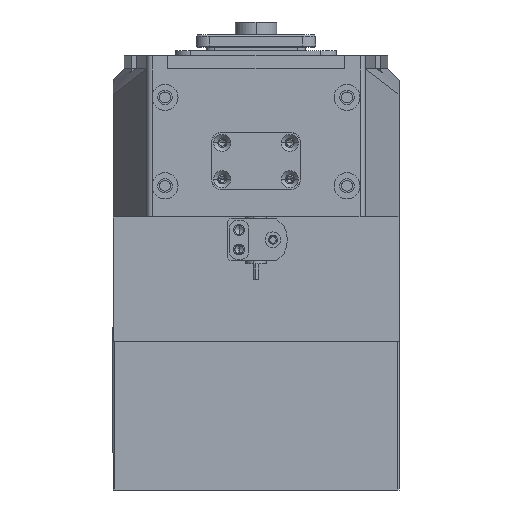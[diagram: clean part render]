
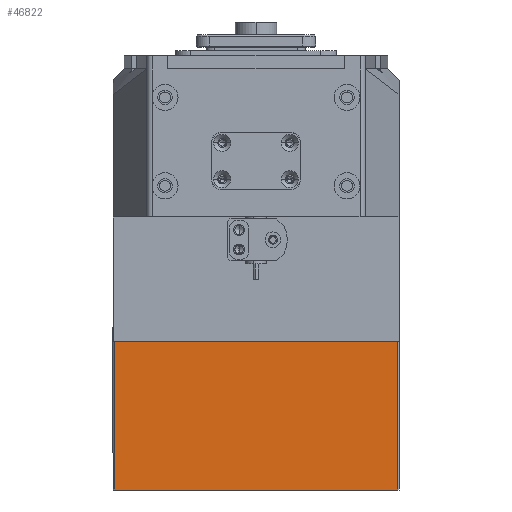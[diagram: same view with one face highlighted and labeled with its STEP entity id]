
A CAD part, left-side view. The second image highlights one B-rep face of the part: STEP entity #46822.
In plain terms, the highlighted planar face has unit normal (-1, 0, 0).
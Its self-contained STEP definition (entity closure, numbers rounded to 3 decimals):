
#1689 = VERTEX_POINT ( 'NONE', #6835 ) ;
#1824 = LINE ( 'NONE', #35726, #23324 ) ;
#1894 = CARTESIAN_POINT ( 'NONE',  ( -111.343, 64.514, 183.842 ) ) ;
#3926 = CARTESIAN_POINT ( 'NONE',  ( -111.343, 64.014, 183.842 ) ) ;
#4299 = DIRECTION ( 'NONE',  ( 0., 0., -1. ) ) ;
#4537 = VERTEX_POINT ( 'NONE', #3926 ) ;
#6433 = EDGE_CURVE ( 'NONE', #1689, #31984, #1824, .T. ) ;
#6751 = ORIENTED_EDGE ( 'NONE', *, *, #6433, .T. ) ;
#6835 = CARTESIAN_POINT ( 'NONE',  ( -111.343, 64.014, 126.842 ) ) ;
#9430 = CARTESIAN_POINT ( 'NONE',  ( -111.343, -44.986, 126.842 ) ) ;
#9474 = EDGE_CURVE ( 'NONE', #31984, #44346, #13526, .T. ) ;
#9925 = LINE ( 'NONE', #1894, #15636 ) ;
#13526 = LINE ( 'NONE', #23664, #40569 ) ;
#15636 = VECTOR ( 'NONE', #17619, 1000. ) ;
#17619 = DIRECTION ( 'NONE',  ( 0., -1., 0. ) ) ;
#17711 = DIRECTION ( 'NONE',  ( -1., 0., 0. ) ) ;
#20307 = AXIS2_PLACEMENT_3D ( 'NONE', #30228, #17711, #34059 ) ;
#20761 = LINE ( 'NONE', #32328, #51542 ) ;
#21936 = PLANE ( 'NONE',  #20307 ) ;
#23120 = DIRECTION ( 'NONE',  ( 0., -1., 0. ) ) ;
#23324 = VECTOR ( 'NONE', #23120, 1000. ) ;
#23664 = CARTESIAN_POINT ( 'NONE',  ( -111.343, -44.986, 178.842 ) ) ;
#24138 = ORIENTED_EDGE ( 'NONE', *, *, #9474, .T. ) ;
#30228 = CARTESIAN_POINT ( 'NONE',  ( -111.343, 64.514, 178.842 ) ) ;
#31984 = VERTEX_POINT ( 'NONE', #9430 ) ;
#32328 = CARTESIAN_POINT ( 'NONE',  ( -111.343, 64.014, 178.842 ) ) ;
#34059 = DIRECTION ( 'NONE',  ( 0., -1., 0. ) ) ;
#35496 = ORIENTED_EDGE ( 'NONE', *, *, #37491, .T. ) ;
#35726 = CARTESIAN_POINT ( 'NONE',  ( -111.343, 64.514, 126.842 ) ) ;
#37491 = EDGE_CURVE ( 'NONE', #4537, #1689, #20761, .T. ) ;
#40569 = VECTOR ( 'NONE', #47504, 1000. ) ;
#44346 = VERTEX_POINT ( 'NONE', #50956 ) ;
#44938 = EDGE_LOOP ( 'NONE', ( #6751, #24138, #51034, #35496 ) ) ;
#46822 = ADVANCED_FACE ( 'NONE', ( #48750 ), #21936, .T. ) ;
#47504 = DIRECTION ( 'NONE',  ( 0., 0., 1. ) ) ;
#48689 = EDGE_CURVE ( 'NONE', #4537, #44346, #9925, .T. ) ;
#48750 = FACE_OUTER_BOUND ( 'NONE', #44938, .T. ) ;
#50956 = CARTESIAN_POINT ( 'NONE',  ( -111.343, -44.986, 183.842 ) ) ;
#51034 = ORIENTED_EDGE ( 'NONE', *, *, #48689, .F. ) ;
#51542 = VECTOR ( 'NONE', #4299, 1000. ) ;
